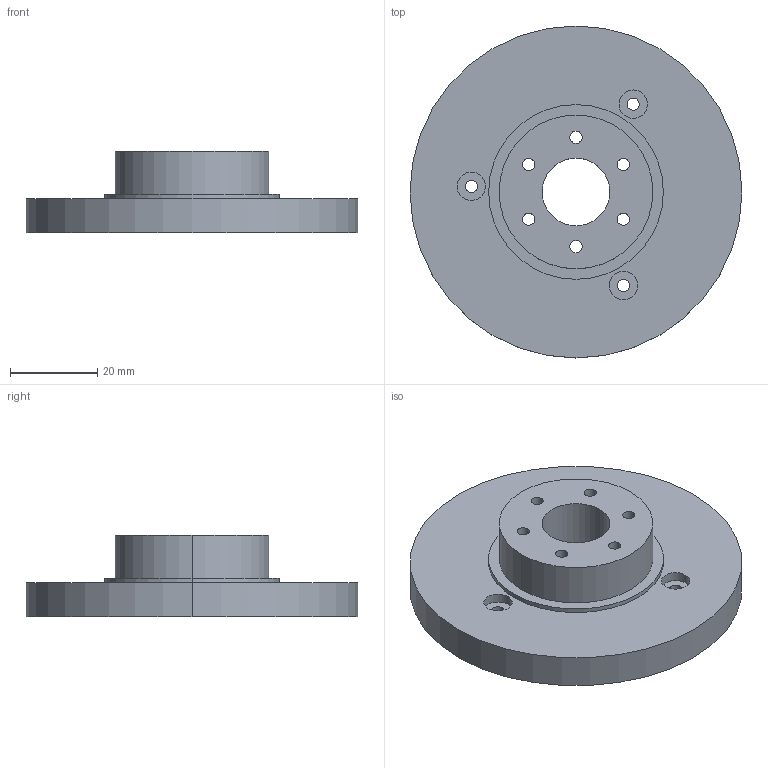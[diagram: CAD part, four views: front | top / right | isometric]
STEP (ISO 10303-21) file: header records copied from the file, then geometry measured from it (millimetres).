
FILE_DESCRIPTION (( 'STEP AP214' ), '1' );
FILE_NAME ('Out_shaft_J3.STEP', '2021-04-07T10:01:20', ( '' ), ( '' ), 'SwSTEP 2.0', 'SolidWorks 2020', '' );
FILE_SCHEMA (( 'AUTOMOTIVE_DESIGN' ));
Length unit declared in the file: millimetre
Products named in the file (1): Out_shaft_J3
Bounding box: 76 x 76 x 18.7 mm (x, y, z)
Volume: 41733.2 mm3; surface area: 13847.6 mm2
Topology: 1 solids, 1 shells, 39 faces, 96 edges, 64 vertices
Faces by surface type: cylinder 32, plane 7
Entity records: 1268 total; most frequent: DIRECTION 240, CARTESIAN_POINT 200, ORIENTED_EDGE 192, AXIS2_PLACEMENT_3D 104, EDGE_CURVE 96, CIRCLE 64, VERTEX_POINT 64, EDGE_LOOP 64
